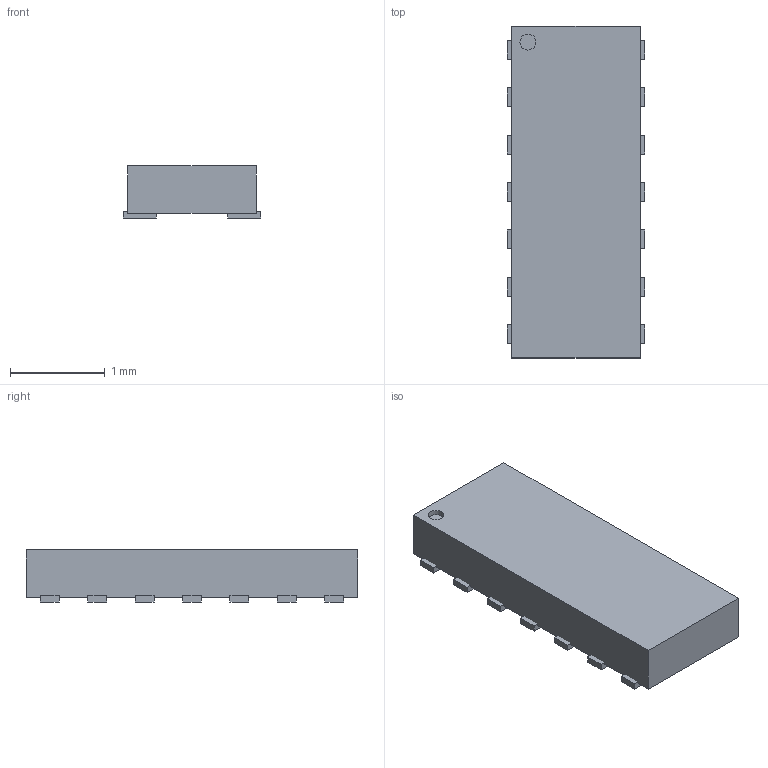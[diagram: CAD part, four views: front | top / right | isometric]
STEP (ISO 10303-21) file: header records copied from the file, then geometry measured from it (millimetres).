
FILE_DESCRIPTION(('FreeCAD Model'),'2;1');
FILE_NAME('731006.1.1.stp','2020-04-09T08:02:34',( 'Author'),(''),'Open CASCADE STEP processor 6.9','FreeCAD','Unknown' );
FILE_SCHEMA(('AUTOMOTIVE_DESIGN { 1 0 10303 214 1 1 1 1 }'));
Length unit declared in the file: millimetre
Products named in the file (3): ASSEMBLY; Body; PinsArrayLR
Assembly tree (2 placements, depth 2):
  ASSEMBLY
    Body
    PinsArrayLR
Bounding box: 1.45 x 3.5 x 0.55 mm (x, y, z)
Volume: 2.4 mm3; surface area: 17.3 mm2
Topology: 15 solids, 15 shells, 92 faces, 183 edges, 122 vertices
Faces by surface type: plane 91, cylinder 1
Full cylindrical faces by diameter (mm): 0.169 x1
Entity records: 4865 total; most frequent: CARTESIAN_POINT 766, DIRECTION 741, LINE 545, VECTOR 545, ORIENTED_EDGE 366, PCURVE 366, DEFINITIONAL_REPRESENTATION 366, EDGE_CURVE 183
